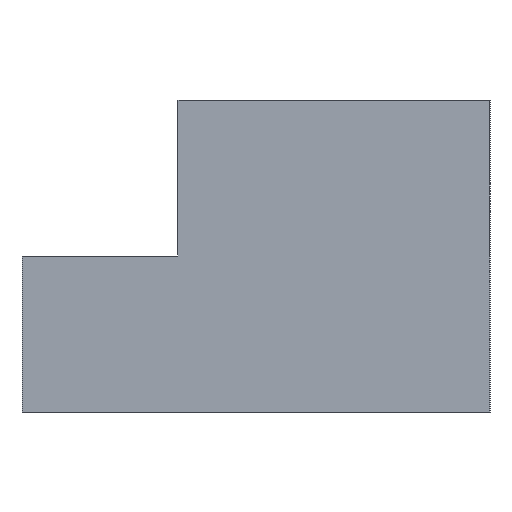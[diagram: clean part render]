
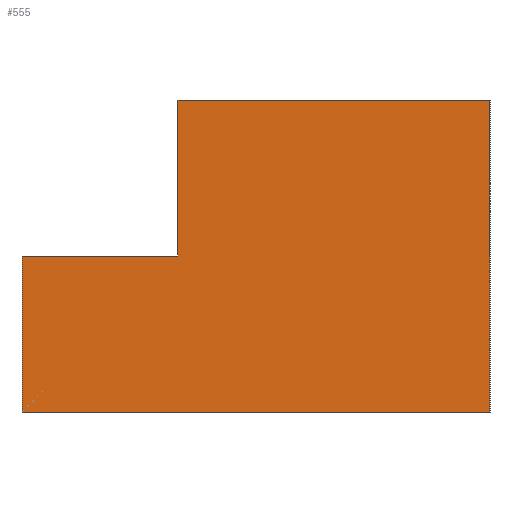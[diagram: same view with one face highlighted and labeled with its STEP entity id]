
A CAD part, left-side view. The second image highlights one B-rep face of the part: STEP entity #555.
In plain terms, the highlighted planar face has unit normal (-1, 0, 0).
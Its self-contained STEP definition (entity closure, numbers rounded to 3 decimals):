
#4 = VERTEX_POINT ( 'NONE', #371 ) ;
#5 = VERTEX_POINT ( 'NONE', #44 ) ;
#44 = CARTESIAN_POINT ( 'NONE',  ( 0., 76.2, -50.8 ) ) ;
#107 = EDGE_CURVE ( 'NONE', #4, #769, #221, .T. ) ;
#154 = AXIS2_PLACEMENT_3D ( 'NONE', #526, #583, #584 ) ;
#199 = ORIENTED_EDGE ( 'NONE', *, *, #415, .F. ) ;
#200 = ORIENTED_EDGE ( 'NONE', *, *, #430, .T. ) ;
#201 = ORIENTED_EDGE ( 'NONE', *, *, #431, .F. ) ;
#202 = ORIENTED_EDGE ( 'NONE', *, *, #421, .T. ) ;
#203 = ORIENTED_EDGE ( 'NONE', *, *, #107, .T. ) ;
#204 = ORIENTED_EDGE ( 'NONE', *, *, #428, .F. ) ;
#221 = LINE ( 'NONE', #241, #222 ) ;
#222 = VECTOR ( 'NONE', #242, 1000. ) ;
#241 = CARTESIAN_POINT ( 'NONE',  ( 0., 0., 0. ) ) ;
#242 = DIRECTION ( 'NONE',  ( 0., 0., 1. ) ) ;
#259 = VECTOR ( 'NONE', #410, 1000. ) ;
#263 = LINE ( 'NONE', #408, #259 ) ;
#265 = LINE ( 'NONE', #690, #270 ) ;
#270 = VECTOR ( 'NONE', #701, 1000. ) ;
#274 = LINE ( 'NONE', #293, #275 ) ;
#275 = VECTOR ( 'NONE', #294, 1000. ) ;
#276 = LINE ( 'NONE', #295, #277 ) ;
#277 = VECTOR ( 'NONE', #296, 1000. ) ;
#293 = CARTESIAN_POINT ( 'NONE',  ( 0., 50.8, -25.4 ) ) ;
#294 = DIRECTION ( 'NONE',  ( 0., 1., 0. ) ) ;
#295 = CARTESIAN_POINT ( 'NONE',  ( 0., 76.2, 0. ) ) ;
#296 = DIRECTION ( 'NONE',  ( 0., 0., 1. ) ) ;
#369 = VERTEX_POINT ( 'NONE', #404 ) ;
#371 = CARTESIAN_POINT ( 'NONE',  ( 0., 0., -50.8 ) ) ;
#404 = CARTESIAN_POINT ( 'NONE',  ( 0., 50.8, -25.4 ) ) ;
#405 = CARTESIAN_POINT ( 'NONE',  ( 0., 76.2, -50.8 ) ) ;
#408 = CARTESIAN_POINT ( 'NONE',  ( 0., 50.8, 0. ) ) ;
#410 = DIRECTION ( 'NONE',  ( 0., 0., 1. ) ) ;
#415 = EDGE_CURVE ( 'NONE', #369, #766, #263, .T. ) ;
#421 = EDGE_CURVE ( 'NONE', #5, #4, #671, .T. ) ;
#428 = EDGE_CURVE ( 'NONE', #766, #769, #265, .T. ) ;
#430 = EDGE_CURVE ( 'NONE', #369, #768, #274, .T. ) ;
#431 = EDGE_CURVE ( 'NONE', #5, #768, #276, .T. ) ;
#525 = PLANE ( 'NONE',  #154 ) ;
#526 = CARTESIAN_POINT ( 'NONE',  ( 0., 76.2, 0. ) ) ;
#531 = FACE_OUTER_BOUND ( 'NONE', #572, .T. ) ;
#555 = ADVANCED_FACE ( 'NONE', ( #531 ), #525, .F. ) ;
#572 = EDGE_LOOP ( 'NONE', ( #199, #200, #201, #202, #203, #204 ) ) ;
#583 = DIRECTION ( 'NONE',  ( 1., 0., 0. ) ) ;
#584 = DIRECTION ( 'NONE',  ( 0., 0., -1. ) ) ;
#614 = CARTESIAN_POINT ( 'NONE',  ( 0., 0., 0. ) ) ;
#647 = CARTESIAN_POINT ( 'NONE',  ( 0., 76.2, -25.4 ) ) ;
#650 = CARTESIAN_POINT ( 'NONE',  ( 0., 50.8, 0. ) ) ;
#671 = LINE ( 'NONE', #405, #677 ) ;
#677 = VECTOR ( 'NONE', #694, 1000. ) ;
#690 = CARTESIAN_POINT ( 'NONE',  ( 0., 76.2, 0. ) ) ;
#694 = DIRECTION ( 'NONE',  ( 0., -1., 0. ) ) ;
#701 = DIRECTION ( 'NONE',  ( 0., -1., 0. ) ) ;
#766 = VERTEX_POINT ( 'NONE', #650 ) ;
#768 = VERTEX_POINT ( 'NONE', #647 ) ;
#769 = VERTEX_POINT ( 'NONE', #614 ) ;
